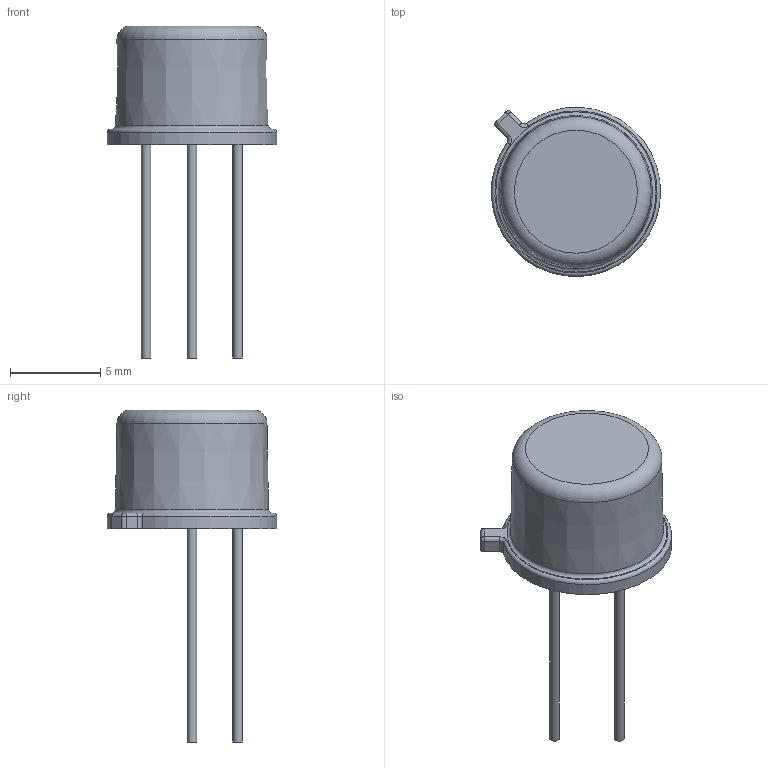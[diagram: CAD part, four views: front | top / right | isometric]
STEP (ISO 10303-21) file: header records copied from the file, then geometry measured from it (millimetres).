
FILE_DESCRIPTION((''),'2;1');
FILE_NAME('TO-39_TO-205AD.stp','2013-10-08T11:29:42',('yvshub'),(''),'Autodesk Inventor 2011','Autodesk Inventor 2011','');
FILE_SCHEMA(('AUTOMOTIVE_DESIGN { 1 0 10303 214 1 1 1 1 }'));
Length unit declared in the file: millimetre
Products named in the file (1): TO-39_TO-205AD
Bounding box: 9.39 x 9.39 x 18.42 mm (x, y, z)
Volume: 384.1 mm3; surface area: 373 mm2
Topology: 1 solids, 1 shells, 34 faces, 63 edges, 38 vertices
Faces by surface type: cylinder 14, plane 12, torus 5, sphere 2, cone 1
Full cylindrical faces by diameter (mm): 0.53 x3, 0.59 x3
Entity records: 845 total; most frequent: DIRECTION 161, CARTESIAN_POINT 127, ORIENTED_EDGE 108, AXIS2_PLACEMENT_3D 72, EDGE_CURVE 54, EDGE_LOOP 50, VERTEX_POINT 38, CIRCLE 37
